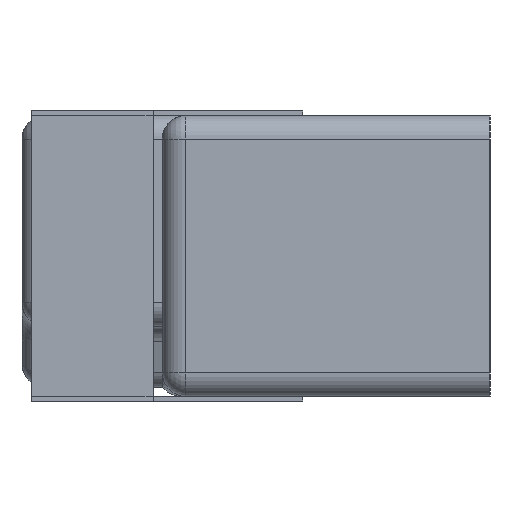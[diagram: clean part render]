
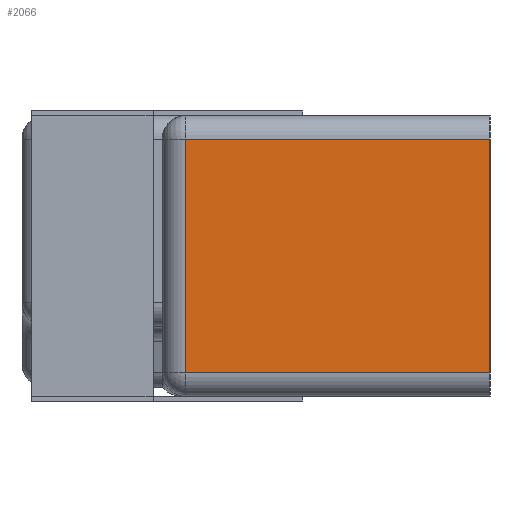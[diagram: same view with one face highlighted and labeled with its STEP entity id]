
A CAD part, left-side view. The second image highlights one B-rep face of the part: STEP entity #2066.
In plain terms, the highlighted planar face has unit normal (-1, 0, 0).
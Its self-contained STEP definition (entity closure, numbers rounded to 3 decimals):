
#38 = EDGE_CURVE ( 'NONE', #2262, #1491, #1386, .T. ) ;
#109 = VERTEX_POINT ( 'NONE', #2670 ) ;
#243 = VECTOR ( 'NONE', #2417, 1000. ) ;
#306 = CARTESIAN_POINT ( 'NONE',  ( 0., 0.7, 0. ) ) ;
#603 = DIRECTION ( 'NONE',  ( 1., 0., 0. ) ) ;
#829 = AXIS2_PLACEMENT_3D ( 'NONE', #306, #603, #1565 ) ;
#1010 = DIRECTION ( 'NONE',  ( 0., 1., 0. ) ) ;
#1142 = EDGE_CURVE ( 'NONE', #1715, #109, #2249, .T. ) ;
#1157 = LINE ( 'NONE', #1395, #1534 ) ;
#1240 = PLANE ( 'NONE',  #829 ) ;
#1294 = DIRECTION ( 'NONE',  ( 0., 0., 1. ) ) ;
#1386 = LINE ( 'NONE', #1872, #243 ) ;
#1395 = CARTESIAN_POINT ( 'NONE',  ( 0., 0.65, 0. ) ) ;
#1491 = VERTEX_POINT ( 'NONE', #2673 ) ;
#1498 = ORIENTED_EDGE ( 'NONE', *, *, #1142, .T. ) ;
#1512 = EDGE_LOOP ( 'NONE', ( #3029, #1498, #2411, #2845 ) ) ;
#1534 = VECTOR ( 'NONE', #2394, 1000. ) ;
#1565 = DIRECTION ( 'NONE',  ( 0., 0., -1. ) ) ;
#1715 = VERTEX_POINT ( 'NONE', #1890 ) ;
#1872 = CARTESIAN_POINT ( 'NONE',  ( 0., 0.7, -0.55 ) ) ;
#1890 = CARTESIAN_POINT ( 'NONE',  ( 0., 0., -0.05 ) ) ;
#2003 = VECTOR ( 'NONE', #1010, 1000. ) ;
#2066 = ADVANCED_FACE ( 'NONE', ( #2505 ), #1240, .F. ) ;
#2072 = VECTOR ( 'NONE', #1294, 1000. ) ;
#2249 = LINE ( 'NONE', #2263, #2003 ) ;
#2262 = VERTEX_POINT ( 'NONE', #2449 ) ;
#2263 = CARTESIAN_POINT ( 'NONE',  ( 0., 0.7, -0.05 ) ) ;
#2394 = DIRECTION ( 'NONE',  ( 0., 0., -1. ) ) ;
#2411 = ORIENTED_EDGE ( 'NONE', *, *, #3034, .T. ) ;
#2417 = DIRECTION ( 'NONE',  ( 0., -1., 0. ) ) ;
#2449 = CARTESIAN_POINT ( 'NONE',  ( 0., 0.65, -0.55 ) ) ;
#2505 = FACE_OUTER_BOUND ( 'NONE', #1512, .T. ) ;
#2564 = CARTESIAN_POINT ( 'NONE',  ( 0., 0., 0. ) ) ;
#2606 = LINE ( 'NONE', #2564, #2072 ) ;
#2670 = CARTESIAN_POINT ( 'NONE',  ( 0., 0.65, -0.05 ) ) ;
#2673 = CARTESIAN_POINT ( 'NONE',  ( 0., 0., -0.55 ) ) ;
#2845 = ORIENTED_EDGE ( 'NONE', *, *, #38, .T. ) ;
#3029 = ORIENTED_EDGE ( 'NONE', *, *, #3286, .T. ) ;
#3034 = EDGE_CURVE ( 'NONE', #109, #2262, #1157, .T. ) ;
#3286 = EDGE_CURVE ( 'NONE', #1491, #1715, #2606, .T. ) ;
